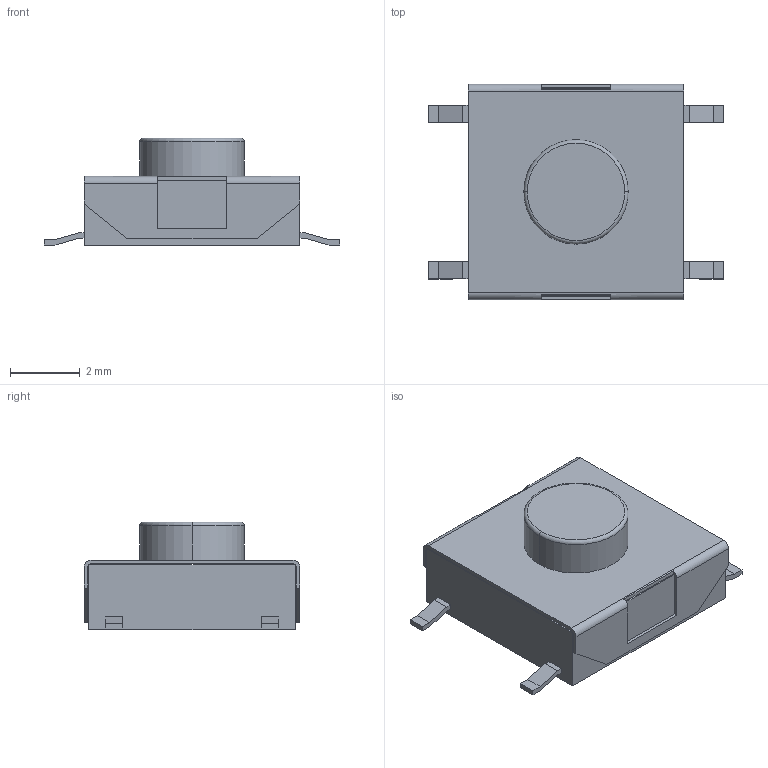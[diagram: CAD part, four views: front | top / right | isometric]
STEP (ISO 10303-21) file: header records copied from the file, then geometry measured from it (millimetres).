
FILE_DESCRIPTION (( 'STEP AP214' ), '1' );
FILE_NAME ('SW-SMD_4P-L6.2-W6.2-H3.1-P4.50-LS8.6.step', '2022-07-26T07:59:17', ( '' ), ( '' ), 'SwSTEP 2.0', 'SolidWorks 2021', '' );
FILE_SCHEMA (( 'AUTOMOTIVE_DESIGN' ));
Length unit declared in the file: millimetre
Products named in the file (1): SW-SMD_4P-L6.2-W6.2-H3.1-P4.50-LS8.6
Bounding box: 8.5 x 6.2 x 3.1 mm (x, y, z)
Volume: 81.8 mm3; surface area: 241.4 mm2
Topology: 2 solids, 2 shells, 312 faces, 853 edges, 568 vertices
Faces by surface type: plane 206, bspline 98, cylinder 6, torus 2
Entity records: 13758 total; most frequent: CARTESIAN_POINT 3040, ORIENTED_EDGE 1706, DIRECTION 1107, EDGE_CURVE 853, LINE 629, VECTOR 629, VERTEX_POINT 568, EDGE_LOOP 339
